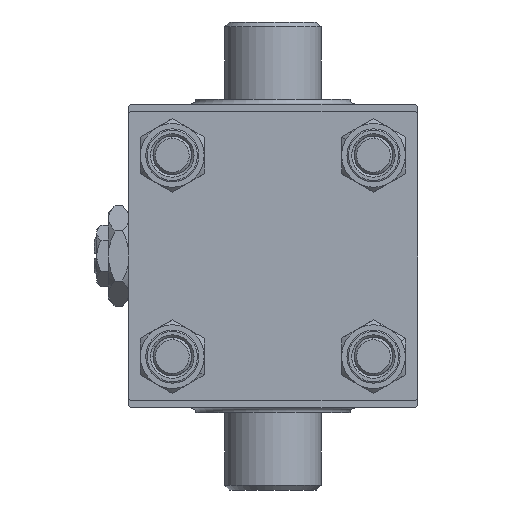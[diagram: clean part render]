
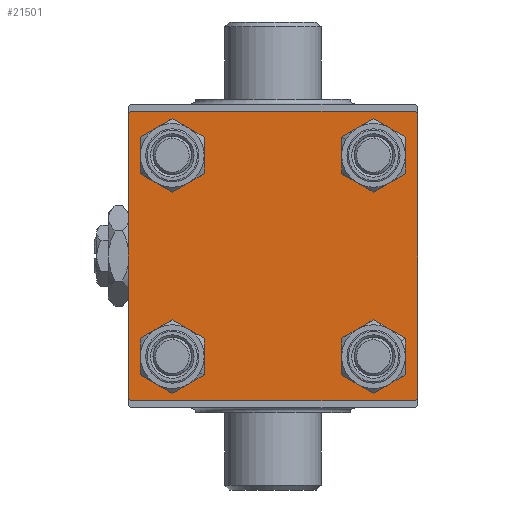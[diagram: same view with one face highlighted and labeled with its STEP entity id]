
A CAD part, left-side view. The second image highlights one B-rep face of the part: STEP entity #21501.
In plain terms, the highlighted planar face has unit normal (-1, 0, 0).
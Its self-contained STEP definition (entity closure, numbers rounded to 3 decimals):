
#348 = CIRCLE ( 'NONE', #34441, 4.5 ) ;
#1135 = ORIENTED_EDGE ( 'NONE', *, *, #10519, .T. ) ;
#1137 = CARTESIAN_POINT ( 'NONE',  ( 0., 20.85, -25.35 ) ) ;
#1298 = EDGE_CURVE ( 'NONE', #46705, #39983, #348, .T. ) ;
#1495 = DIRECTION ( 'NONE',  ( 1., 0., 0. ) ) ;
#2011 = VECTOR ( 'NONE', #48702, 1000. ) ;
#2373 = VERTEX_POINT ( 'NONE', #2967 ) ;
#2967 = CARTESIAN_POINT ( 'NONE',  ( 0., -20.85, -16.35 ) ) ;
#2994 = EDGE_CURVE ( 'NONE', #35113, #14526, #34289, .T. ) ;
#3272 = CARTESIAN_POINT ( 'NONE',  ( 0., 20.85, 25.35 ) ) ;
#4632 = ORIENTED_EDGE ( 'NONE', *, *, #1298, .T. ) ;
#4830 = VECTOR ( 'NONE', #11991, 1000. ) ;
#4862 = CIRCLE ( 'NONE', #19905, 4.5 ) ;
#4901 = DIRECTION ( 'NONE',  ( 0., 0.707, 0.707 ) ) ;
#5049 = VECTOR ( 'NONE', #28557, 1000. ) ;
#5125 = VERTEX_POINT ( 'NONE', #19875 ) ;
#5218 = AXIS2_PLACEMENT_3D ( 'NONE', #37438, #19052, #33952 ) ;
#5473 = DIRECTION ( 'NONE',  ( 0., 0., 1. ) ) ;
#5529 = CARTESIAN_POINT ( 'NONE',  ( 0., 29.5, 30. ) ) ;
#5605 = VECTOR ( 'NONE', #10619, 1000. ) ;
#5659 = VERTEX_POINT ( 'NONE', #17811 ) ;
#6064 = CARTESIAN_POINT ( 'NONE',  ( 0., 30., 29.5 ) ) ;
#6097 = ORIENTED_EDGE ( 'NONE', *, *, #36311, .T. ) ;
#6439 = CARTESIAN_POINT ( 'NONE',  ( 0., 29.75, -29.75 ) ) ;
#6899 = AXIS2_PLACEMENT_3D ( 'NONE', #11332, #21767, #48596 ) ;
#7379 = FACE_OUTER_BOUND ( 'NONE', #36488, .T. ) ;
#7825 = EDGE_CURVE ( 'NONE', #30266, #39172, #14860, .T. ) ;
#9281 = CARTESIAN_POINT ( 'NONE',  ( 0., 20.85, 20.85 ) ) ;
#9598 = CARTESIAN_POINT ( 'NONE',  ( 0., -20.85, 16.35 ) ) ;
#10007 = EDGE_CURVE ( 'NONE', #41311, #17524, #44958, .T. ) ;
#10122 = ORIENTED_EDGE ( 'NONE', *, *, #29266, .T. ) ;
#10201 = CIRCLE ( 'NONE', #22062, 4.5 ) ;
#10519 = EDGE_CURVE ( 'NONE', #39983, #46705, #13269, .T. ) ;
#10619 = DIRECTION ( 'NONE',  ( 0., -0.707, 0.707 ) ) ;
#10995 = CARTESIAN_POINT ( 'NONE',  ( 0., -20.85, 20.85 ) ) ;
#11179 = DIRECTION ( 'NONE',  ( 1., 0., 0. ) ) ;
#11332 = CARTESIAN_POINT ( 'NONE',  ( 0., 20.85, -20.85 ) ) ;
#11630 = CARTESIAN_POINT ( 'NONE',  ( 0., 30., 30. ) ) ;
#11775 = VERTEX_POINT ( 'NONE', #44455 ) ;
#11991 = DIRECTION ( 'NONE',  ( 0., 0.707, -0.707 ) ) ;
#12211 = VERTEX_POINT ( 'NONE', #5529 ) ;
#12516 = EDGE_CURVE ( 'NONE', #5659, #43823, #43448, .T. ) ;
#13269 = CIRCLE ( 'NONE', #26705, 4.5 ) ;
#13651 = EDGE_CURVE ( 'NONE', #17524, #41311, #10201, .T. ) ;
#13689 = CARTESIAN_POINT ( 'NONE',  ( 0., 30., 30. ) ) ;
#14526 = VERTEX_POINT ( 'NONE', #24534 ) ;
#14647 = DIRECTION ( 'NONE',  ( 0., 0., -1. ) ) ;
#14860 = LINE ( 'NONE', #6439, #21194 ) ;
#15107 = LINE ( 'NONE', #11630, #45347 ) ;
#15352 = DIRECTION ( 'NONE',  ( 0., 0., 1. ) ) ;
#16943 = LINE ( 'NONE', #32080, #4830 ) ;
#17259 = CARTESIAN_POINT ( 'NONE',  ( 0., 29.5, -30. ) ) ;
#17524 = VERTEX_POINT ( 'NONE', #26487 ) ;
#17811 = CARTESIAN_POINT ( 'NONE',  ( 0., -20.85, 25.35 ) ) ;
#18101 = VERTEX_POINT ( 'NONE', #23131 ) ;
#18750 = AXIS2_PLACEMENT_3D ( 'NONE', #47405, #31782, #36242 ) ;
#19052 = DIRECTION ( 'NONE',  ( -1., 0., 0. ) ) ;
#19127 = EDGE_CURVE ( 'NONE', #11775, #2373, #32246, .T. ) ;
#19616 = CARTESIAN_POINT ( 'NONE',  ( 0., -20.85, 20.85 ) ) ;
#19748 = CARTESIAN_POINT ( 'NONE',  ( 0., 30., -29.5 ) ) ;
#19875 = CARTESIAN_POINT ( 'NONE',  ( 0., -29.5, 30. ) ) ;
#19905 = AXIS2_PLACEMENT_3D ( 'NONE', #10995, #45932, #41282 ) ;
#20364 = CARTESIAN_POINT ( 'NONE',  ( 0., 20.85, 20.85 ) ) ;
#20649 = EDGE_LOOP ( 'NONE', ( #10122, #22376 ) ) ;
#21194 = VECTOR ( 'NONE', #33254, 1000. ) ;
#21301 = CARTESIAN_POINT ( 'NONE',  ( 0., -30., 29.5 ) ) ;
#21440 = CARTESIAN_POINT ( 'NONE',  ( 0., -20.85, -20.85 ) ) ;
#21501 = ADVANCED_FACE ( 'NONE', ( #22280, #48851, #23253, #26245, #7379 ), #41393, .T. ) ;
#21767 = DIRECTION ( 'NONE',  ( 1., 0., 0. ) ) ;
#22062 = AXIS2_PLACEMENT_3D ( 'NONE', #27259, #41419, #15352 ) ;
#22212 = ORIENTED_EDGE ( 'NONE', *, *, #22634, .T. ) ;
#22280 = FACE_BOUND ( 'NONE', #42608, .T. ) ;
#22304 = DIRECTION ( 'NONE',  ( 0., -1., 0. ) ) ;
#22376 = ORIENTED_EDGE ( 'NONE', *, *, #19127, .T. ) ;
#22634 = EDGE_CURVE ( 'NONE', #35113, #5125, #35687, .T. ) ;
#23131 = CARTESIAN_POINT ( 'NONE',  ( 0., -29.5, -30. ) ) ;
#23253 = FACE_BOUND ( 'NONE', #47675, .T. ) ;
#24006 = EDGE_CURVE ( 'NONE', #29231, #30266, #32558, .T. ) ;
#24248 = CARTESIAN_POINT ( 'NONE',  ( 0., -29.75, 29.75 ) ) ;
#24413 = DIRECTION ( 'NONE',  ( 0., 0., 1. ) ) ;
#24490 = ORIENTED_EDGE ( 'NONE', *, *, #10007, .T. ) ;
#24534 = CARTESIAN_POINT ( 'NONE',  ( 0., -30., -29.5 ) ) ;
#24586 = CARTESIAN_POINT ( 'NONE',  ( 0., 30., -30. ) ) ;
#24892 = DIRECTION ( 'NONE',  ( 1., 0., 0. ) ) ;
#25077 = ORIENTED_EDGE ( 'NONE', *, *, #37532, .T. ) ;
#26245 = FACE_BOUND ( 'NONE', #39220, .T. ) ;
#26477 = ORIENTED_EDGE ( 'NONE', *, *, #7825, .T. ) ;
#26487 = CARTESIAN_POINT ( 'NONE',  ( 0., 20.85, -16.35 ) ) ;
#26705 = AXIS2_PLACEMENT_3D ( 'NONE', #9281, #24892, #24413 ) ;
#27259 = CARTESIAN_POINT ( 'NONE',  ( 0., 20.85, -20.85 ) ) ;
#28048 = ORIENTED_EDGE ( 'NONE', *, *, #12516, .T. ) ;
#28254 = VECTOR ( 'NONE', #4901, 1000. ) ;
#28557 = DIRECTION ( 'NONE',  ( 0., -1., 0. ) ) ;
#29231 = VERTEX_POINT ( 'NONE', #6064 ) ;
#29266 = EDGE_CURVE ( 'NONE', #2373, #11775, #36410, .T. ) ;
#30266 = VERTEX_POINT ( 'NONE', #19748 ) ;
#30705 = VECTOR ( 'NONE', #14647, 1000. ) ;
#31782 = DIRECTION ( 'NONE',  ( 1., 0., 0. ) ) ;
#32080 = CARTESIAN_POINT ( 'NONE',  ( 0., 29.75, 29.75 ) ) ;
#32246 = CIRCLE ( 'NONE', #18750, 4.5 ) ;
#32558 = LINE ( 'NONE', #13689, #30705 ) ;
#33226 = CARTESIAN_POINT ( 'NONE',  ( 0., -29.75, -29.75 ) ) ;
#33254 = DIRECTION ( 'NONE',  ( 0., -0.707, -0.707 ) ) ;
#33376 = EDGE_CURVE ( 'NONE', #12211, #29231, #16943, .T. ) ;
#33943 = AXIS2_PLACEMENT_3D ( 'NONE', #19616, #11179, #34770 ) ;
#33952 = DIRECTION ( 'NONE',  ( 0., 0., 1. ) ) ;
#34049 = CARTESIAN_POINT ( 'NONE',  ( 0., -30., 30. ) ) ;
#34289 = LINE ( 'NONE', #34049, #2011 ) ;
#34441 = AXIS2_PLACEMENT_3D ( 'NONE', #20364, #1495, #5473 ) ;
#34739 = ORIENTED_EDGE ( 'NONE', *, *, #39874, .F. ) ;
#34770 = DIRECTION ( 'NONE',  ( 0., 0., 1. ) ) ;
#35113 = VERTEX_POINT ( 'NONE', #21301 ) ;
#35687 = LINE ( 'NONE', #24248, #28254 ) ;
#35792 = ORIENTED_EDGE ( 'NONE', *, *, #13651, .T. ) ;
#36242 = DIRECTION ( 'NONE',  ( 0., 0., 1. ) ) ;
#36311 = EDGE_CURVE ( 'NONE', #18101, #14526, #48608, .T. ) ;
#36410 = CIRCLE ( 'NONE', #38776, 4.5 ) ;
#36488 = EDGE_LOOP ( 'NONE', ( #46836, #26477, #48828, #6097, #45585, #22212, #34739, #40829 ) ) ;
#37438 = CARTESIAN_POINT ( 'NONE',  ( 0., 0., 0. ) ) ;
#37532 = EDGE_CURVE ( 'NONE', #43823, #5659, #4862, .T. ) ;
#38776 = AXIS2_PLACEMENT_3D ( 'NONE', #21440, #48006, #39596 ) ;
#39172 = VERTEX_POINT ( 'NONE', #17259 ) ;
#39220 = EDGE_LOOP ( 'NONE', ( #4632, #1135 ) ) ;
#39596 = DIRECTION ( 'NONE',  ( 0., 0., 1. ) ) ;
#39874 = EDGE_CURVE ( 'NONE', #12211, #5125, #15107, .T. ) ;
#39983 = VERTEX_POINT ( 'NONE', #46184 ) ;
#40829 = ORIENTED_EDGE ( 'NONE', *, *, #33376, .T. ) ;
#41282 = DIRECTION ( 'NONE',  ( 0., 0., 1. ) ) ;
#41311 = VERTEX_POINT ( 'NONE', #1137 ) ;
#41393 = PLANE ( 'NONE',  #5218 ) ;
#41419 = DIRECTION ( 'NONE',  ( 1., 0., 0. ) ) ;
#42608 = EDGE_LOOP ( 'NONE', ( #28048, #25077 ) ) ;
#43448 = CIRCLE ( 'NONE', #33943, 4.5 ) ;
#43823 = VERTEX_POINT ( 'NONE', #9598 ) ;
#44455 = CARTESIAN_POINT ( 'NONE',  ( 0., -20.85, -25.35 ) ) ;
#44958 = CIRCLE ( 'NONE', #6899, 4.5 ) ;
#45347 = VECTOR ( 'NONE', #22304, 1000. ) ;
#45585 = ORIENTED_EDGE ( 'NONE', *, *, #2994, .F. ) ;
#45932 = DIRECTION ( 'NONE',  ( 1., 0., 0. ) ) ;
#46184 = CARTESIAN_POINT ( 'NONE',  ( 0., 20.85, 16.35 ) ) ;
#46705 = VERTEX_POINT ( 'NONE', #3272 ) ;
#46836 = ORIENTED_EDGE ( 'NONE', *, *, #24006, .T. ) ;
#46932 = LINE ( 'NONE', #24586, #5049 ) ;
#47405 = CARTESIAN_POINT ( 'NONE',  ( 0., -20.85, -20.85 ) ) ;
#47491 = EDGE_CURVE ( 'NONE', #39172, #18101, #46932, .T. ) ;
#47675 = EDGE_LOOP ( 'NONE', ( #35792, #24490 ) ) ;
#48006 = DIRECTION ( 'NONE',  ( 1., 0., 0. ) ) ;
#48596 = DIRECTION ( 'NONE',  ( 0., 0., 1. ) ) ;
#48608 = LINE ( 'NONE', #33226, #5605 ) ;
#48702 = DIRECTION ( 'NONE',  ( 0., 0., -1. ) ) ;
#48828 = ORIENTED_EDGE ( 'NONE', *, *, #47491, .T. ) ;
#48851 = FACE_BOUND ( 'NONE', #20649, .T. ) ;
